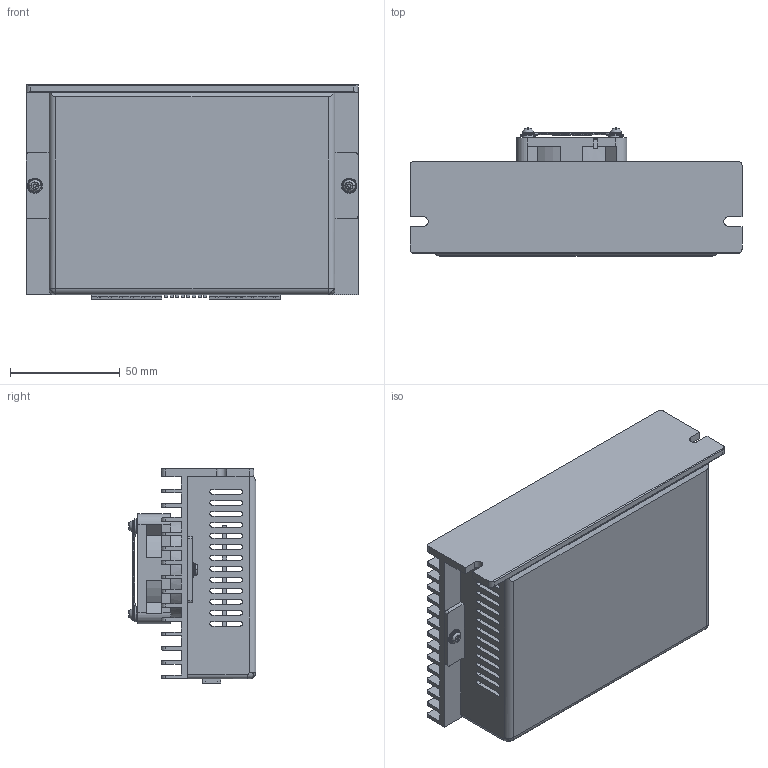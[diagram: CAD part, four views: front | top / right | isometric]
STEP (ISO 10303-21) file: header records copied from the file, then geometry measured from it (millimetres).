
FILE_DESCRIPTION (( 'STEP AP214' ), '1' );
FILE_NAME ('DMA860E_3D CAOMPLETE 3.STEP', '2019-08-19T17:57:32', ( '' ), ( '' ), 'SwSTEP 2.0', 'SolidWorks 2017', '' );
FILE_SCHEMA (( 'AUTOMOTIVE_DESIGN' ));
Length unit declared in the file: inch
Products named in the file (1): DMA860E_3D CAOMPLETE 3
Bounding box: 151 x 58.15 x 97.5 mm (x, y, z)
Volume: 180669.6 mm3; surface area: 160280.8 mm2
Topology: 24 solids, 24 shells, 1911 faces, 5167 edges, 3340 vertices
Faces by surface type: plane 1266, cylinder 442, bspline 162, cone 39, torus 2
Entity records: 75315 total; most frequent: CARTESIAN_POINT 27035, ORIENTED_EDGE 10330, DIRECTION 8843, EDGE_CURVE 5165, LINE 3505, VECTOR 3505, VERTEX_POINT 3340, AXIS2_PLACEMENT_3D 2669
